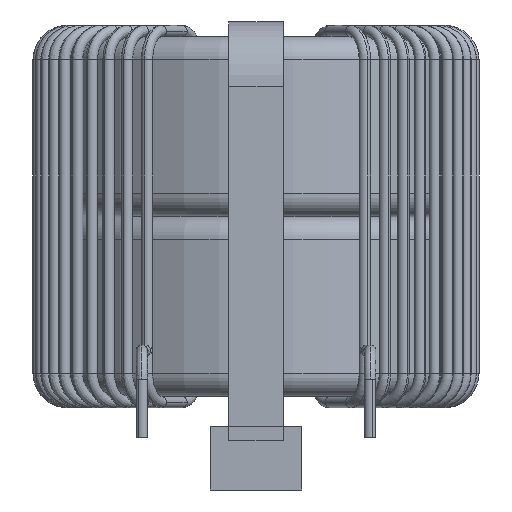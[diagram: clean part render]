
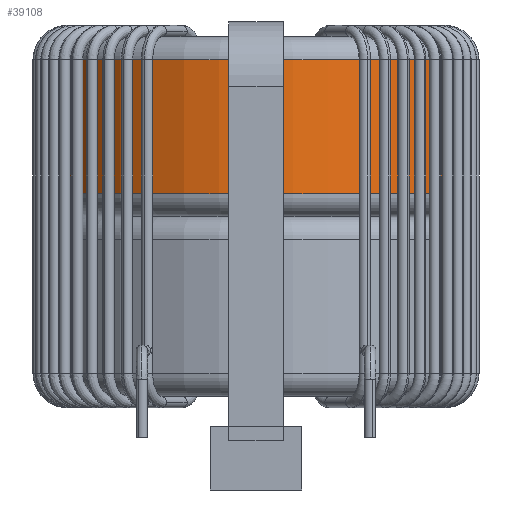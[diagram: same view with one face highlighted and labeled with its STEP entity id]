
A CAD part, front view. The second image highlights one B-rep face of the part: STEP entity #39108.
In plain terms, the highlighted cylindrical face has radius 18.57 mm (diameter 37.14 mm), a partial arc.
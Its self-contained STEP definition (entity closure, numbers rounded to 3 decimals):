
#38930=CARTESIAN_POINT('',(18.57,0.0,30.5));
#38931=VERTEX_POINT('',#38930);
#38948=CARTESIAN_POINT('',(-18.57,0.,30.5));
#38949=VERTEX_POINT('',#38948);
#38957=CARTESIAN_POINT('',(0.0,0.0,30.5));
#38958=DIRECTION('',(0.0,0.0,1.0));
#38959=DIRECTION('',(-1.0,0.0,0.0));
#38960=AXIS2_PLACEMENT_3D('',#38957,#38958,#38959);
#38961=CIRCLE('',#38960,18.57);
#38962=EDGE_CURVE('',#38949,#38931,#38961,.T.);
#39077=CARTESIAN_POINT('',(0.0,0.0,24.625));
#39078=DIRECTION('',(0.0,0.0,1.0));
#39079=DIRECTION('',(1.0,0.0,0.0));
#39080=AXIS2_PLACEMENT_3D('',#39077,#39078,#39079);
#39081=CYLINDRICAL_SURFACE('',#39080,18.57);
#39082=CARTESIAN_POINT('',(18.57,0.0,18.75));
#39083=VERTEX_POINT('',#39082);
#39084=CARTESIAN_POINT('',(18.57,0.0,30.5));
#39085=DIRECTION('',(0.0,0.0,-1.0));
#39086=VECTOR('',#39085,11.75);
#39087=LINE('',#39084,#39086);
#39088=EDGE_CURVE('',#38931,#39083,#39087,.T.);
#39089=ORIENTED_EDGE('',*,*,#39088,.F.);
#39090=ORIENTED_EDGE('',*,*,#38962,.F.);
#39091=CARTESIAN_POINT('',(-18.57,0.0,18.75));
#39092=VERTEX_POINT('',#39091);
#39093=CARTESIAN_POINT('',(-18.57,0.,30.5));
#39094=DIRECTION('',(0.0,0.0,-1.0));
#39095=VECTOR('',#39094,11.75);
#39096=LINE('',#39093,#39095);
#39097=EDGE_CURVE('',#38949,#39092,#39096,.T.);
#39098=ORIENTED_EDGE('',*,*,#39097,.T.);
#39099=CARTESIAN_POINT('',(0.0,0.0,18.75));
#39100=DIRECTION('',(0.0,0.0,-1.0));
#39101=DIRECTION('',(-1.0,0.0,0.0));
#39102=AXIS2_PLACEMENT_3D('',#39099,#39100,#39101);
#39103=CIRCLE('',#39102,18.57);
#39104=EDGE_CURVE('',#39083,#39092,#39103,.T.);
#39105=ORIENTED_EDGE('',*,*,#39104,.F.);
#39106=EDGE_LOOP('',(#39089,#39090,#39098,#39105));
#39107=FACE_OUTER_BOUND('',#39106,.T.);
#39108=ADVANCED_FACE('',(#39107),#39081,.T.);
